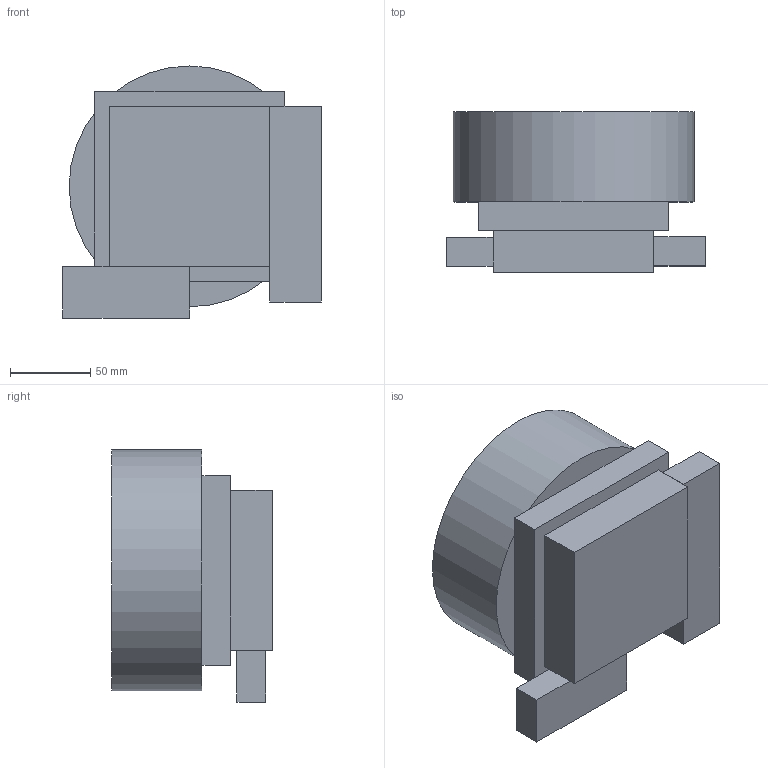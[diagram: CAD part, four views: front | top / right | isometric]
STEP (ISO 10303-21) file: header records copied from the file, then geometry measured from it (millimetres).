
FILE_DESCRIPTION(('Open CASCADE Model'),'2;1');
FILE_NAME('Open CASCADE Shape Model','2023-01-03T15:47:50',('Author'),( 'Open CASCADE'),'Open CASCADE STEP processor 7.6','Open CASCADE 7.6' ,'Unknown');
FILE_SCHEMA(('AUTOMOTIVE_DESIGN { 1 0 10303 214 1 1 1 1 }'));
Length unit declared in the file: millimetre
Products named in the file (13): CQ assembly; 98964280-8b75-11ed-b3a1-d8bbc13d30d1; 98964280-8b75-11ed-b3a1-d8bbc13d30d1_part; cryo_tpf_xy_0; cryo_tpf_xy_0_part; cryo_tpf_xy_1; cryo_tpf_xy_1_part; cryo_tpf_xy_2; cryo_tpf_xy_2_part; cryo_tpf_rotation; cryo_tpf_rotation_part; cryo_tpf; cryo_tpf_part
Assembly tree (12 placements, depth 4):
  CQ assembly
    98964280-8b75-11ed-b3a1-d8bbc13d30d1
      98964280-8b75-11ed-b3a1-d8bbc13d30d1_part
      cryo_tpf_xy_0
        cryo_tpf_xy_0_part
      cryo_tpf_xy_1
        cryo_tpf_xy_1_part
      cryo_tpf_xy_2
        cryo_tpf_xy_2_part
      cryo_tpf_rotation
        cryo_tpf_rotation_part
      cryo_tpf
        cryo_tpf_part
Bounding box: 161 x 100 x 157 mm (x, y, z)
Volume: 1616759.2 mm3; surface area: 150880.1 mm2
Topology: 5 solids, 5 shells, 27 faces, 51 edges, 34 vertices
Faces by surface type: plane 26, cylinder 1
Full cylindrical faces by diameter (mm): 150 x1
Entity records: 1548 total; most frequent: DIRECTION 235, CARTESIAN_POINT 227, LINE 149, VECTOR 149, ORIENTED_EDGE 102, PCURVE 102, DEFINITIONAL_REPRESENTATION 102, EDGE_CURVE 51
